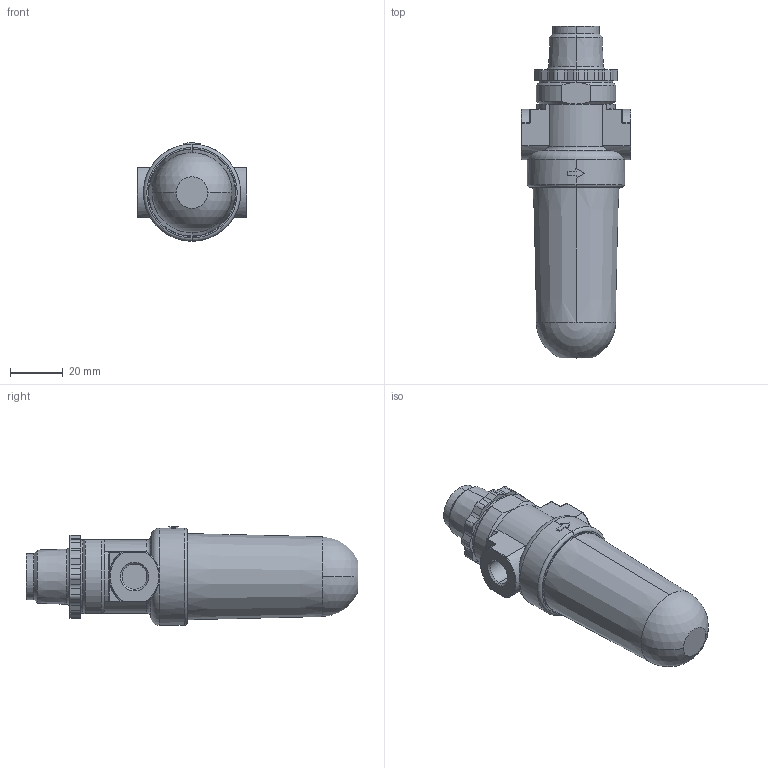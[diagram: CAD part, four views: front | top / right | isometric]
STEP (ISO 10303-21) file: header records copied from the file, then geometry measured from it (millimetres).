
FILE_DESCRIPTION (( 'STEP AP214' ), '1' );
FILE_NAME ('Norgren-L07-100-MPQA.step', '2019-02-01T14:49:43', ( '' ), ( '' ), 'SwSTEP 2.0', 'SolidWorks 2019', '' );
FILE_SCHEMA (( 'AUTOMOTIVE_DESIGN' ));
Length unit declared in the file: millimetre
Products named in the file (4): Norgren-L07-100-MPQA_Bowl_Transparent without drain; Norgren-L07-100-MPQA_Body-lubricator_1-8 NPT; Norgren-L07-100-MPQA; Norgren-L07-100-MPQA_Dome
Assembly tree (3 placements, depth 2):
  Norgren-L07-100-MPQA
    Norgren-L07-100-MPQA_Body-lubricator_1-8 NPT
    Norgren-L07-100-MPQA_Bowl_Transparent without drain
    Norgren-L07-100-MPQA_Dome
Bounding box: 41.5 x 125.8 x 37.34 mm (x, y, z)
Volume: 46921.4 mm3; surface area: 28728.4 mm2
Topology: 4 solids, 4 shells, 222 faces, 538 edges, 334 vertices
Faces by surface type: cylinder 89, plane 73, torus 22, cone 20, bspline 10, sphere 8
Entity records: 7266 total; most frequent: CARTESIAN_POINT 1784, DIRECTION 1162, ORIENTED_EDGE 1076, EDGE_CURVE 538, AXIS2_PLACEMENT_3D 458, VERTEX_POINT 334, LINE 246, VECTOR 246
